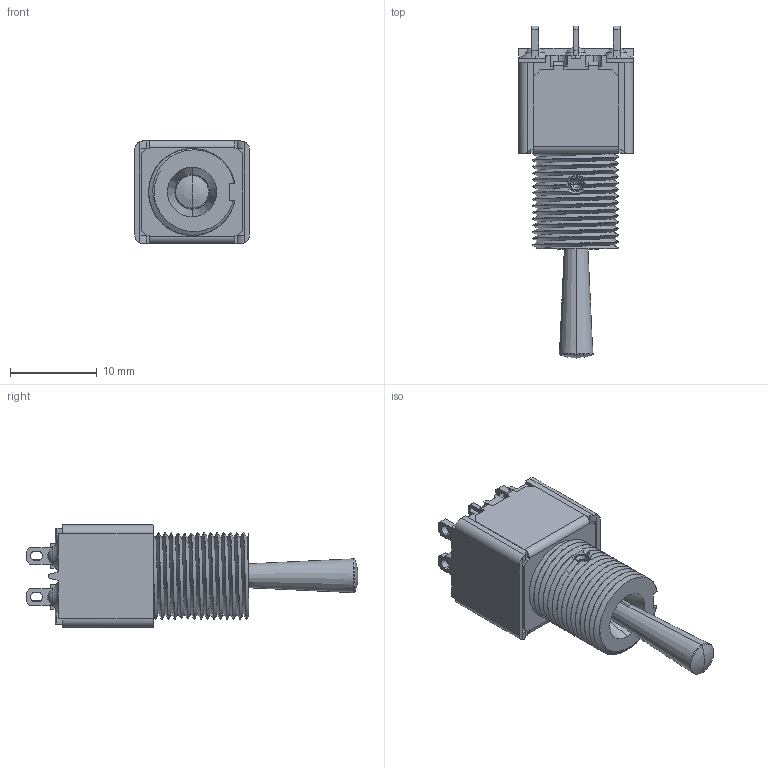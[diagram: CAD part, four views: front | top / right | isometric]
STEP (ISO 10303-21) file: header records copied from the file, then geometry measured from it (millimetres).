
FILE_DESCRIPTION(('STEP AP214'),'1');
FILE_NAME('106462103.stp','2020-09-11T12:30:48',('TraceParts'),('TraceParts S.A.'),'Spatial InterOp 3D',' ',' ');
FILE_SCHEMA(('AUTOMOTIVE_DESIGN { 1 0 10303 214 1 1 1 1 }'));
Length unit declared in the file: millimetre
Products named in the file (1): 106462103_1
Bounding box: 13.23 x 38.2 x 11.85 mm (x, y, z)
Volume: 1669.7 mm3; surface area: 3245.5 mm2
Topology: 2 solids, 2 shells, 807 faces, 2306 edges, 1473 vertices
Faces by surface type: plane 452, cylinder 184, bspline 61, cone 48, sphere 34, torus 28
Entity records: 39161 total; most frequent: CARTESIAN_POINT 18847, ORIENTED_EDGE 4600, DIRECTION 3763, EDGE_CURVE 2300, VERTEX_POINT 1473, LINE 1415, VECTOR 1415, AXIS2_PLACEMENT_3D 1174
